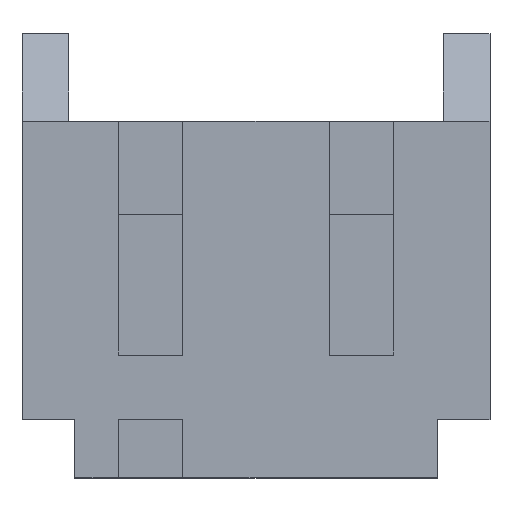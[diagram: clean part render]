
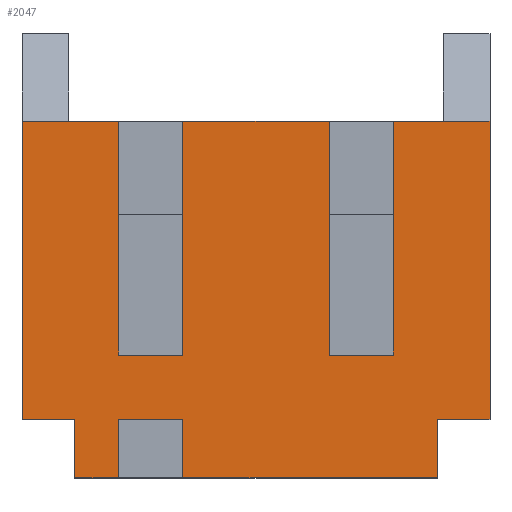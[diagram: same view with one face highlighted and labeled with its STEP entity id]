
A CAD part, top view. The second image highlights one B-rep face of the part: STEP entity #2047.
In plain terms, the highlighted planar face has unit normal (0, 0, 1).
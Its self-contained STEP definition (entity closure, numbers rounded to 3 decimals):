
#343 = VERTEX_POINT('',#344);
#344 = CARTESIAN_POINT('',(-4.,-3.75,
    5.55));
#350 = EDGE_CURVE('',#351,#343,#353,.T.);
#351 = VERTEX_POINT('',#352);
#352 = CARTESIAN_POINT('',(-4.,1.351,5.55
    ));
#353 = LINE('',#354,#355);
#354 = CARTESIAN_POINT('',(-4.,1.351,5.55
    ));
#355 = VECTOR('',#356,1.);
#356 = DIRECTION('',(0.,-1.,0.));
#1507 = VERTEX_POINT('',#1508);
#1508 = CARTESIAN_POINT('',(2.35,-2.65,
    5.55));
#1514 = EDGE_CURVE('',#1515,#1507,#1517,.T.);
#1515 = VERTEX_POINT('',#1516);
#1516 = CARTESIAN_POINT('',(2.35,1.351,5.55
    ));
#1517 = LINE('',#1518,#1519);
#1518 = CARTESIAN_POINT('',(2.35,1.351,5.55
    ));
#1519 = VECTOR('',#1520,1.);
#1520 = DIRECTION('',(0.,-1.,0.));
#1643 = VERTEX_POINT('',#1644);
#1644 = CARTESIAN_POINT('',(-2.35,1.351,
    5.55));
#1650 = EDGE_CURVE('',#1643,#1651,#1653,.T.);
#1651 = VERTEX_POINT('',#1652);
#1652 = CARTESIAN_POINT('',(-2.35,-2.65,
    5.55));
#1653 = LINE('',#1654,#1655);
#1654 = CARTESIAN_POINT('',(-2.35,1.351,
    5.55));
#1655 = VECTOR('',#1656,1.);
#1656 = DIRECTION('',(0.,-1.,0.));
#2027 = EDGE_CURVE('',#343,#2028,#2030,.T.);
#2028 = VERTEX_POINT('',#2029);
#2029 = CARTESIAN_POINT('',(-3.1,-3.75,
    5.55));
#2030 = LINE('',#2031,#2032);
#2031 = CARTESIAN_POINT('',(-4.,-3.75,
    5.55));
#2032 = VECTOR('',#2033,1.);
#2033 = DIRECTION('',(1.,0.,0.));
#2047 = ADVANCED_FACE('',(#2048),#2176,.T.);
#2048 = FACE_BOUND('',#2049,.T.);
#2049 = EDGE_LOOP('',(#2050,#2060,#2068,#2076,#2084,#2090,#2091,#2099,
    #2107,#2115,#2123,#2129,#2130,#2136,#2137,#2138,#2146,#2154,#2162,
    #2170));
#2050 = ORIENTED_EDGE('',*,*,#2051,.T.);
#2051 = EDGE_CURVE('',#2052,#2054,#2056,.T.);
#2052 = VERTEX_POINT('',#2053);
#2053 = CARTESIAN_POINT('',(-1.25,-4.75,
    5.55));
#2054 = VERTEX_POINT('',#2055);
#2055 = CARTESIAN_POINT('',(3.1,-4.75,
    5.55));
#2056 = LINE('',#2057,#2058);
#2057 = CARTESIAN_POINT('',(-1.25,-4.75,
    5.55));
#2058 = VECTOR('',#2059,1.);
#2059 = DIRECTION('',(1.,0.,0.));
#2060 = ORIENTED_EDGE('',*,*,#2061,.T.);
#2061 = EDGE_CURVE('',#2054,#2062,#2064,.T.);
#2062 = VERTEX_POINT('',#2063);
#2063 = CARTESIAN_POINT('',(3.1,-3.75,
    5.55));
#2064 = LINE('',#2065,#2066);
#2065 = CARTESIAN_POINT('',(3.1,-4.75,
    5.55));
#2066 = VECTOR('',#2067,1.);
#2067 = DIRECTION('',(0.,1.,0.));
#2068 = ORIENTED_EDGE('',*,*,#2069,.F.);
#2069 = EDGE_CURVE('',#2070,#2062,#2072,.T.);
#2070 = VERTEX_POINT('',#2071);
#2071 = CARTESIAN_POINT('',(4.,-3.75,
    5.55));
#2072 = LINE('',#2073,#2074);
#2073 = CARTESIAN_POINT('',(4.,-3.75,
    5.55));
#2074 = VECTOR('',#2075,1.);
#2075 = DIRECTION('',(-1.,0.,0.));
#2076 = ORIENTED_EDGE('',*,*,#2077,.T.);
#2077 = EDGE_CURVE('',#2070,#2078,#2080,.T.);
#2078 = VERTEX_POINT('',#2079);
#2079 = CARTESIAN_POINT('',(4.,1.351,5.55
    ));
#2080 = LINE('',#2081,#2082);
#2081 = CARTESIAN_POINT('',(4.,-3.75,
    5.55));
#2082 = VECTOR('',#2083,1.);
#2083 = DIRECTION('',(0.,1.,0.));
#2084 = ORIENTED_EDGE('',*,*,#2085,.T.);
#2085 = EDGE_CURVE('',#2078,#1515,#2086,.T.);
#2086 = LINE('',#2087,#2088);
#2087 = CARTESIAN_POINT('',(4.,1.351,5.55
    ));
#2088 = VECTOR('',#2089,1.);
#2089 = DIRECTION('',(-1.,0.,0.));
#2090 = ORIENTED_EDGE('',*,*,#1514,.T.);
#2091 = ORIENTED_EDGE('',*,*,#2092,.T.);
#2092 = EDGE_CURVE('',#1507,#2093,#2095,.T.);
#2093 = VERTEX_POINT('',#2094);
#2094 = CARTESIAN_POINT('',(1.25,-2.65,
    5.55));
#2095 = LINE('',#2096,#2097);
#2096 = CARTESIAN_POINT('',(2.35,-2.65,
    5.55));
#2097 = VECTOR('',#2098,1.);
#2098 = DIRECTION('',(-1.,0.,0.));
#2099 = ORIENTED_EDGE('',*,*,#2100,.F.);
#2100 = EDGE_CURVE('',#2101,#2093,#2103,.T.);
#2101 = VERTEX_POINT('',#2102);
#2102 = CARTESIAN_POINT('',(1.25,1.351,5.55
    ));
#2103 = LINE('',#2104,#2105);
#2104 = CARTESIAN_POINT('',(1.25,1.351,5.55
    ));
#2105 = VECTOR('',#2106,1.);
#2106 = DIRECTION('',(0.,-1.,0.));
#2107 = ORIENTED_EDGE('',*,*,#2108,.T.);
#2108 = EDGE_CURVE('',#2101,#2109,#2111,.T.);
#2109 = VERTEX_POINT('',#2110);
#2110 = CARTESIAN_POINT('',(-1.25,1.351,
    5.55));
#2111 = LINE('',#2112,#2113);
#2112 = CARTESIAN_POINT('',(1.25,1.351,5.55
    ));
#2113 = VECTOR('',#2114,1.);
#2114 = DIRECTION('',(-1.,0.,0.));
#2115 = ORIENTED_EDGE('',*,*,#2116,.T.);
#2116 = EDGE_CURVE('',#2109,#2117,#2119,.T.);
#2117 = VERTEX_POINT('',#2118);
#2118 = CARTESIAN_POINT('',(-1.25,-2.65,
    5.55));
#2119 = LINE('',#2120,#2121);
#2120 = CARTESIAN_POINT('',(-1.25,1.351,
    5.55));
#2121 = VECTOR('',#2122,1.);
#2122 = DIRECTION('',(0.,-1.,0.));
#2123 = ORIENTED_EDGE('',*,*,#2124,.F.);
#2124 = EDGE_CURVE('',#1651,#2117,#2125,.T.);
#2125 = LINE('',#2126,#2127);
#2126 = CARTESIAN_POINT('',(-2.35,-2.65,
    5.55));
#2127 = VECTOR('',#2128,1.);
#2128 = DIRECTION('',(1.,0.,0.));
#2129 = ORIENTED_EDGE('',*,*,#1650,.F.);
#2130 = ORIENTED_EDGE('',*,*,#2131,.T.);
#2131 = EDGE_CURVE('',#1643,#351,#2132,.T.);
#2132 = LINE('',#2133,#2134);
#2133 = CARTESIAN_POINT('',(-2.35,1.351,
    5.55));
#2134 = VECTOR('',#2135,1.);
#2135 = DIRECTION('',(-1.,0.,0.));
#2136 = ORIENTED_EDGE('',*,*,#350,.T.);
#2137 = ORIENTED_EDGE('',*,*,#2027,.T.);
#2138 = ORIENTED_EDGE('',*,*,#2139,.F.);
#2139 = EDGE_CURVE('',#2140,#2028,#2142,.T.);
#2140 = VERTEX_POINT('',#2141);
#2141 = CARTESIAN_POINT('',(-3.1,-4.75,
    5.55));
#2142 = LINE('',#2143,#2144);
#2143 = CARTESIAN_POINT('',(-3.1,-4.75,
    5.55));
#2144 = VECTOR('',#2145,1.);
#2145 = DIRECTION('',(0.,1.,0.));
#2146 = ORIENTED_EDGE('',*,*,#2147,.T.);
#2147 = EDGE_CURVE('',#2140,#2148,#2150,.T.);
#2148 = VERTEX_POINT('',#2149);
#2149 = CARTESIAN_POINT('',(-2.35,-4.75,
    5.55));
#2150 = LINE('',#2151,#2152);
#2151 = CARTESIAN_POINT('',(-3.1,-4.75,
    5.55));
#2152 = VECTOR('',#2153,1.);
#2153 = DIRECTION('',(1.,0.,0.));
#2154 = ORIENTED_EDGE('',*,*,#2155,.T.);
#2155 = EDGE_CURVE('',#2148,#2156,#2158,.T.);
#2156 = VERTEX_POINT('',#2157);
#2157 = CARTESIAN_POINT('',(-2.35,-3.75,
    5.55));
#2158 = LINE('',#2159,#2160);
#2159 = CARTESIAN_POINT('',(-2.35,-4.75,
    5.55));
#2160 = VECTOR('',#2161,1.);
#2161 = DIRECTION('',(0.,1.,0.));
#2162 = ORIENTED_EDGE('',*,*,#2163,.F.);
#2163 = EDGE_CURVE('',#2164,#2156,#2166,.T.);
#2164 = VERTEX_POINT('',#2165);
#2165 = CARTESIAN_POINT('',(-1.25,-3.75,
    5.55));
#2166 = LINE('',#2167,#2168);
#2167 = CARTESIAN_POINT('',(-1.25,-3.75,
    5.55));
#2168 = VECTOR('',#2169,1.);
#2169 = DIRECTION('',(-1.,0.,0.));
#2170 = ORIENTED_EDGE('',*,*,#2171,.F.);
#2171 = EDGE_CURVE('',#2052,#2164,#2172,.T.);
#2172 = LINE('',#2173,#2174);
#2173 = CARTESIAN_POINT('',(-1.25,-4.75,
    5.55));
#2174 = VECTOR('',#2175,1.);
#2175 = DIRECTION('',(0.,1.,0.));
#2176 = PLANE('',#2177);
#2177 = AXIS2_PLACEMENT_3D('',#2178,#2179,#2180);
#2178 = CARTESIAN_POINT('',(0.,-1.7,5.55));
#2179 = DIRECTION('',(0.,0.,1.));
#2180 = DIRECTION('',(1.,0.,-0.));
